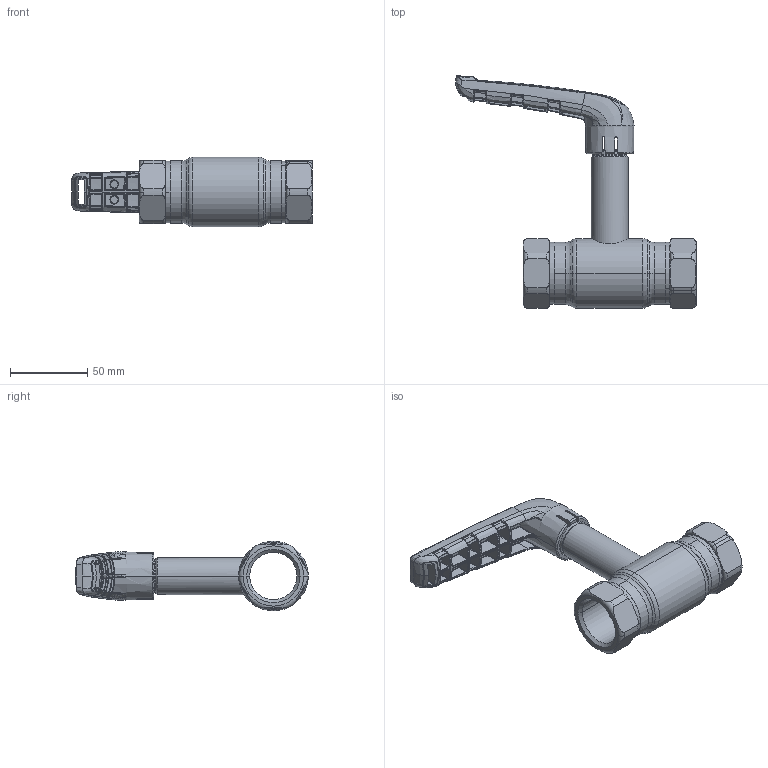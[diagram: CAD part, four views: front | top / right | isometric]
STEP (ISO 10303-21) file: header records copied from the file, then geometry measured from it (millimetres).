
FILE_DESCRIPTION (( 'STEP AP214' ), '1' );
FILE_NAME ('1025002031-2101.step', '2023-09-12T11:13:28', ( '' ), ( '' ), 'SwSTEP 2.0', 'SolidWorks 2021', '' );
FILE_SCHEMA (( 'AUTOMOTIVE_DESIGN' ));
Length unit declared in the file: millimetre
Products named in the file (1): 1025002031-2101
Bounding box: 155.57 x 150.21 x 45 mm (x, y, z)
Surface area: 44507.9 mm2 (no closed solid volume)
Topology: 0 solids, 8 shells, 770 faces, 2357 edges, 1505 vertices
Faces by surface type: bspline 596, plane 60, cylinder 50, torus 39, cone 19, sphere 6
Entity records: 59106 total; most frequent: CARTESIAN_POINT 35131, ORIENTED_EDGE 3990, EDGE_CURVE 2351, DIRECTION 1667, B_SPLINE_CURVE_WITH_KNOTS 1612, VERTEX_POINT 1505, EDGE_LOOP 789, UNCERTAINTY_MEASURE_WITH_UNIT 772
